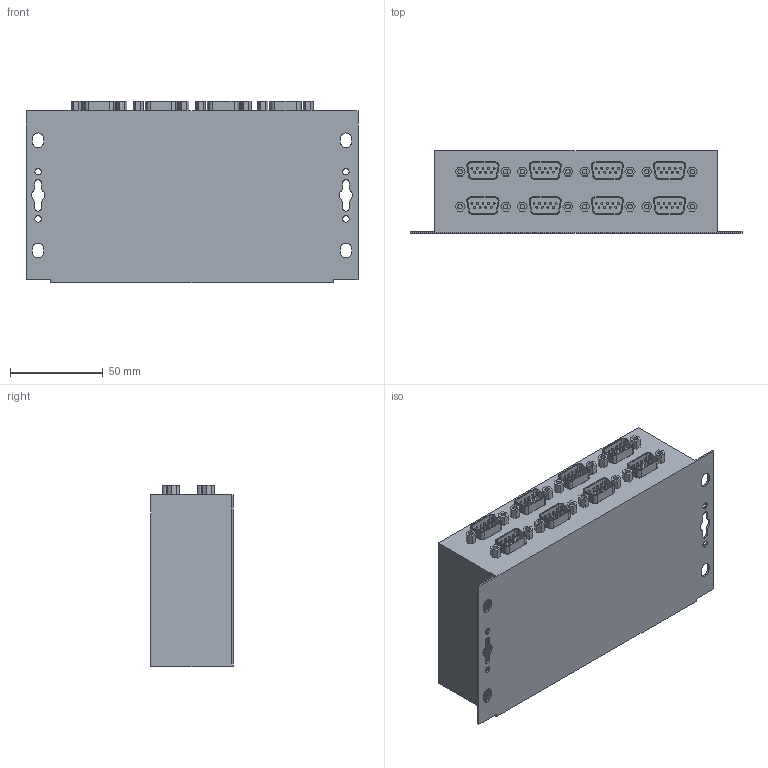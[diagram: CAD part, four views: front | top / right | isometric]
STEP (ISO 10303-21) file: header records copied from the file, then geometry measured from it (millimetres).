
FILE_DESCRIPTION(/* description */ (''),/* implementation_level */ '2;1');
FILE_NAME(/* name */ 'CS-42082.stp',/* time_stamp */ '2017-02-03T10:51:49-05:00',/* author */ ('Kieran'),/* organization */ (''),/* preprocessor_version */ 'ST-DEVELOPER v15.6',/* originating_system */ 'Autodesk Inventor 2015',/* authorisation */ '');
FILE_SCHEMA (('AUTOMOTIVE_DESIGN { 1 0 10303 214 3 1 1 }'));
Length unit declared in the file: millimetre
Products named in the file (1): CS-42082
Bounding box: 178.85 x 44.25 x 97.65 mm (x, y, z)
Volume: 627026.8 mm3; surface area: 61591.1 mm2
Topology: 1 solids, 1 shells, 501 faces, 1122 edges, 748 vertices
Faces by surface type: plane 327, cylinder 174
Full cylindrical faces by diameter (mm): 0.987 x1, 1 x72, 2.45 x16, 3.4 x4, 6.04 x1
Entity records: 13558 total; most frequent: DIRECTION 2380, CARTESIAN_POINT 2278, ORIENTED_EDGE 2056, EDGE_CURVE 1028, AXIS2_PLACEMENT_3D 850, VERTEX_POINT 748, EDGE_LOOP 740, LINE 680
